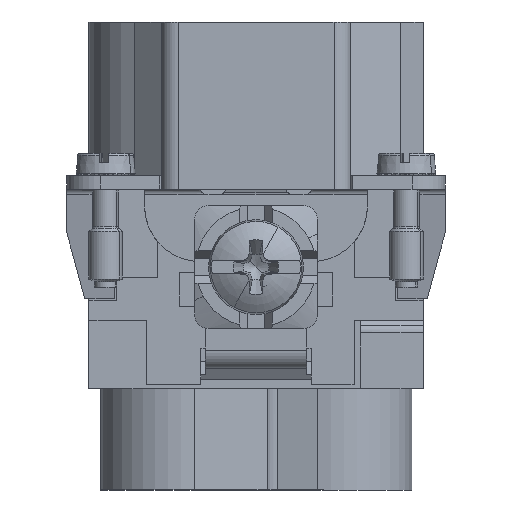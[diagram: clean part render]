
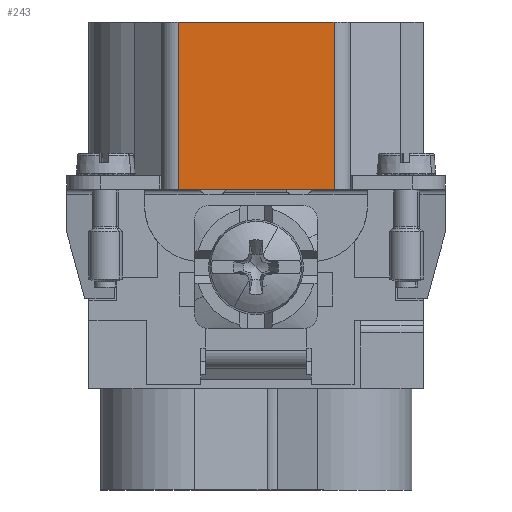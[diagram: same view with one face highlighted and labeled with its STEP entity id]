
A CAD part, front view. The second image highlights one B-rep face of the part: STEP entity #243.
In plain terms, the highlighted planar face has unit normal (0, -1, 0).
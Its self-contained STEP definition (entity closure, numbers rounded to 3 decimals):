
#216=AXIS2_PLACEMENT_3D('Plane Axis2P3D',#213,#214,#215) ;
#191=CARTESIAN_POINT('Vertex',(10.,1.2,27.)) ;
#194=CARTESIAN_POINT('Line Origine',(10.,1.2,34.5)) ;
#198=CARTESIAN_POINT('Vertex',(10.,1.2,42.)) ;
#213=CARTESIAN_POINT('Axis2P3D Location',(10.,1.2,26.8)) ;
#218=CARTESIAN_POINT('Line Origine',(17.,1.2,27.)) ;
#222=CARTESIAN_POINT('Vertex',(24.,1.2,27.)) ;
#225=CARTESIAN_POINT('Line Origine',(24.,1.2,34.5)) ;
#229=CARTESIAN_POINT('Vertex',(24.,1.2,42.)) ;
#232=CARTESIAN_POINT('Line Origine',(17.,1.2,42.)) ;
#195=DIRECTION('Vector Direction',(0.,0.,1.)) ;
#214=DIRECTION('Axis2P3D Direction',(0.,-1.,0.)) ;
#215=DIRECTION('Axis2P3D XDirection',(1.,0.,0.)) ;
#219=DIRECTION('Vector Direction',(1.,0.,0.)) ;
#226=DIRECTION('Vector Direction',(0.,0.,1.)) ;
#233=DIRECTION('Vector Direction',(1.,0.,0.)) ;
#196=VECTOR('Line Direction',#195,1.) ;
#220=VECTOR('Line Direction',#219,1.) ;
#227=VECTOR('Line Direction',#226,1.) ;
#234=VECTOR('Line Direction',#233,1.) ;
#238=ORIENTED_EDGE('',*,*,#200,.F.) ;
#239=ORIENTED_EDGE('',*,*,#224,.T.) ;
#240=ORIENTED_EDGE('',*,*,#231,.T.) ;
#241=ORIENTED_EDGE('',*,*,#236,.F.) ;
#243=ADVANCED_FACE('Hauptk\X2\00F6\X0\rper',(#242),#217,.T.) ;
#200=EDGE_CURVE('',#192,#199,#197,.T.) ;
#224=EDGE_CURVE('',#192,#223,#221,.T.) ;
#231=EDGE_CURVE('',#223,#230,#228,.T.) ;
#236=EDGE_CURVE('',#199,#230,#235,.T.) ;
#237=EDGE_LOOP('',(#238,#239,#240,#241)) ;
#242=FACE_OUTER_BOUND('',#237,.T.) ;
#197=LINE('Line',#194,#196) ;
#221=LINE('Line',#218,#220) ;
#228=LINE('Line',#225,#227) ;
#235=LINE('Line',#232,#234) ;
#217=PLANE('',#216) ;
#192=VERTEX_POINT('',#191) ;
#199=VERTEX_POINT('',#198) ;
#223=VERTEX_POINT('',#222) ;
#230=VERTEX_POINT('',#229) ;
